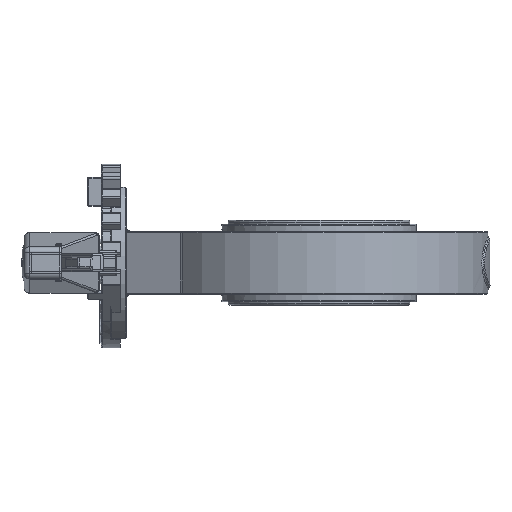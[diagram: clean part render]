
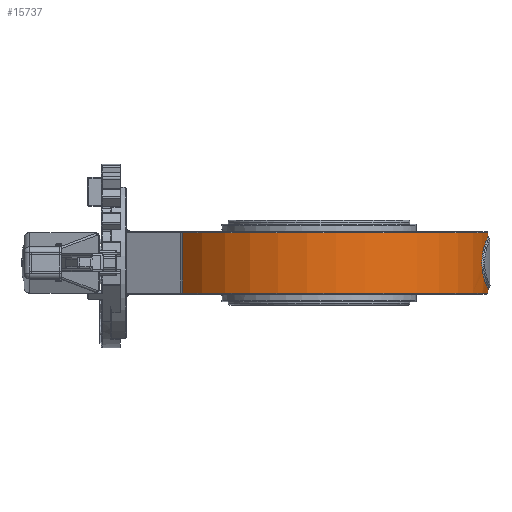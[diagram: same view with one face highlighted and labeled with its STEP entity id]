
A CAD part, left-side view. The second image highlights one B-rep face of the part: STEP entity #15737.
In plain terms, the highlighted cylindrical face has radius 89.5 mm (diameter 179 mm), a partial arc.
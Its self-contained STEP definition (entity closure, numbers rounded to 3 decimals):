
#594=FACE_BOUND('',#4084,.T.);
#650=LINE('',#23180,#1742);
#651=LINE('',#23183,#1743);
#1742=VECTOR('',#18408,10.);
#1743=VECTOR('',#18411,10.);
#2834=CYLINDRICAL_SURFACE('',#16758,89.5);
#3147=FACE_OUTER_BOUND('',#4083,.T.);
#4083=EDGE_LOOP('',(#10053,#10054,#10055,#10056));
#4084=EDGE_LOOP('',(#10057,#10058));
#5074=CIRCLE('',#16759,89.5);
#5075=CIRCLE('',#16760,89.5);
#5872=B_SPLINE_CURVE_WITH_KNOTS('',3,(#22801,#22802,#22803,#22804),
 .UNSPECIFIED.,.F.,.F.,(4,4),(-6.149,-6.109),
 .UNSPECIFIED.);
#5876=B_SPLINE_CURVE_WITH_KNOTS('',3,(#23149,#23150,#23151,#23152,#23153,
#23154,#23155,#23156,#23157,#23158,#23159,#23160,#23161,#23162,#23163,#23164,
#23165,#23166,#23167,#23168,#23169,#23170,#23171,#23172,#23173,#23174),
 .UNSPECIFIED.,.F.,.F.,(4,1,1,1,1,1,1,1,1,1,1,1,1,1,1,1,1,1,1,1,1,1,1,4),
(-6.109,-5.671,-5.233,-4.358,
-3.482,-2.607,-2.169,-1.731,
-1.293,-0.855,-0.564,-0.272,
0.02,0.312,0.604,0.896,
1.479,2.063,2.647,3.522,4.398,
5.274,5.711,6.149),.UNSPECIFIED.);
#6242=VERTEX_POINT('',#22794);
#6244=VERTEX_POINT('',#22800);
#6247=VERTEX_POINT('',#23176);
#6248=VERTEX_POINT('',#23177);
#6249=VERTEX_POINT('',#23179);
#6250=VERTEX_POINT('',#23181);
#7700=EDGE_CURVE('',#6242,#6244,#5872,.T.);
#7705=EDGE_CURVE('',#6244,#6242,#5876,.T.);
#7706=EDGE_CURVE('',#6247,#6248,#5074,.T.);
#7707=EDGE_CURVE('',#6249,#6247,#650,.T.);
#7708=EDGE_CURVE('',#6250,#6249,#5075,.T.);
#7709=EDGE_CURVE('',#6248,#6250,#651,.T.);
#10053=ORIENTED_EDGE('',*,*,#7706,.F.);
#10054=ORIENTED_EDGE('',*,*,#7707,.F.);
#10055=ORIENTED_EDGE('',*,*,#7708,.F.);
#10056=ORIENTED_EDGE('',*,*,#7709,.F.);
#10057=ORIENTED_EDGE('',*,*,#7705,.F.);
#10058=ORIENTED_EDGE('',*,*,#7700,.F.);
#15737=ADVANCED_FACE('',(#3147,#594),#2834,.T.);
#16758=AXIS2_PLACEMENT_3D('',#23175,#18404,#18405);
#16759=AXIS2_PLACEMENT_3D('',#23178,#18406,#18407);
#16760=AXIS2_PLACEMENT_3D('',#23182,#18409,#18410);
#18404=DIRECTION('center_axis',(0.,0.,1.));
#18405=DIRECTION('ref_axis',(0.,-1.,0.));
#18406=DIRECTION('center_axis',(0.,0.,-1.));
#18407=DIRECTION('ref_axis',(0.,-1.,0.));
#18408=DIRECTION('',(0.,0.,-1.));
#18409=DIRECTION('center_axis',(0.,0.,1.));
#18410=DIRECTION('ref_axis',(0.,-1.,0.));
#18411=DIRECTION('',(0.,0.,1.));
#22794=CARTESIAN_POINT('',(24.095,-86.196,-0.41));
#22800=CARTESIAN_POINT('',(24.105,-86.193,-0.007));
#22801=CARTESIAN_POINT('Ctrl Pts',(24.095,-86.196,-0.41));
#22802=CARTESIAN_POINT('Ctrl Pts',(24.102,-86.194,-0.276));
#22803=CARTESIAN_POINT('Ctrl Pts',(24.105,-86.193,-0.142));
#22804=CARTESIAN_POINT('Ctrl Pts',(24.105,-86.193,-0.007));
#23149=CARTESIAN_POINT('Ctrl Pts',(24.105,-86.193,-0.007));
#23150=CARTESIAN_POINT('Ctrl Pts',(24.106,-86.192,1.453));
#23151=CARTESIAN_POINT('Ctrl Pts',(23.286,-86.426,4.351));
#23152=CARTESIAN_POINT('Ctrl Pts',(19.476,-87.407,8.8));
#23153=CARTESIAN_POINT('Ctrl Pts',(13.005,-88.682,12.149));
#23154=CARTESIAN_POINT('Ctrl Pts',(4.501,-89.528,13.978));
#23155=CARTESIAN_POINT('Ctrl Pts',(-2.848,-89.538,13.992));
#23156=CARTESIAN_POINT('Ctrl Pts',(-8.55,-89.124,
13.106));
#23157=CARTESIAN_POINT('Ctrl Pts',(-12.756,-88.619,
11.938));
#23158=CARTESIAN_POINT('Ctrl Pts',(-16.694,-87.957,
10.227));
#23159=CARTESIAN_POINT('Ctrl Pts',(-19.899,-87.275,8.084));
#23160=CARTESIAN_POINT('Ctrl Pts',(-22.216,-86.705,
5.648));
#23161=CARTESIAN_POINT('Ctrl Pts',(-23.677,-86.313,
3.111));
#23162=CARTESIAN_POINT('Ctrl Pts',(-24.28,-86.143,
0.205));
#23163=CARTESIAN_POINT('Ctrl Pts',(-23.819,-86.274,
-2.723));
#23164=CARTESIAN_POINT('Ctrl Pts',(-22.455,-86.643,-5.327));
#23165=CARTESIAN_POINT('Ctrl Pts',(-19.875,-87.286,-8.19));
#23166=CARTESIAN_POINT('Ctrl Pts',(-15.805,-88.148,
-10.784));
#23167=CARTESIAN_POINT('Ctrl Pts',(-10.367,-88.956,
-12.74));
#23168=CARTESIAN_POINT('Ctrl Pts',(-3.717,-89.524,
-13.965));
#23169=CARTESIAN_POINT('Ctrl Pts',(4.107,-89.547,-14.014));
#23170=CARTESIAN_POINT('Ctrl Pts',(12.635,-88.737,-12.277));
#23171=CARTESIAN_POINT('Ctrl Pts',(19.153,-87.48,-9.015));
#23172=CARTESIAN_POINT('Ctrl Pts',(23.067,-86.486,-4.708));
#23173=CARTESIAN_POINT('Ctrl Pts',(24.022,-86.216,-1.869));
#23174=CARTESIAN_POINT('Ctrl Pts',(24.095,-86.196,-0.41));
#23175=CARTESIAN_POINT('Origin',(0.,0.,0.));
#23176=CARTESIAN_POINT('',(53.103,72.044,-16.));
#23177=CARTESIAN_POINT('',(-53.103,72.044,-16.));
#23178=CARTESIAN_POINT('Origin',(0.,0.,-16.));
#23179=CARTESIAN_POINT('',(53.103,72.044,16.));
#23180=CARTESIAN_POINT('',(53.103,72.044,0.));
#23181=CARTESIAN_POINT('',(-53.103,72.044,16.));
#23182=CARTESIAN_POINT('Origin',(0.,0.,16.));
#23183=CARTESIAN_POINT('',(-53.103,72.044,0.));
